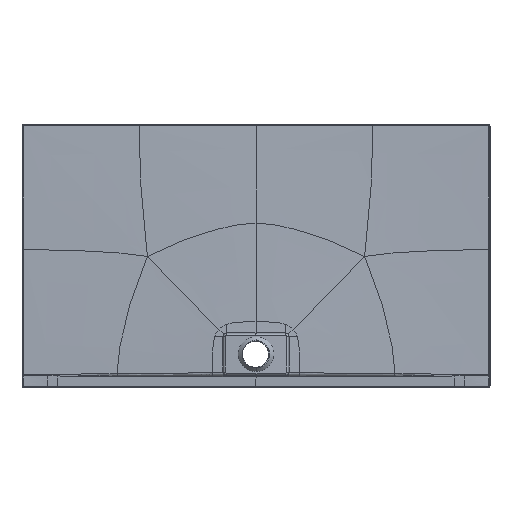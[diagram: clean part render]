
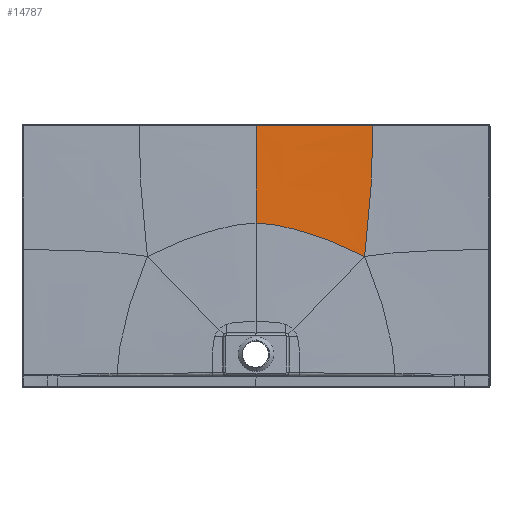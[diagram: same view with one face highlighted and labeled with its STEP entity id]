
A CAD part, front view. The second image highlights one B-rep face of the part: STEP entity #14787.
In plain terms, the highlighted free-form (B-spline) face has degree [3, 3] with [8, 10] control points.
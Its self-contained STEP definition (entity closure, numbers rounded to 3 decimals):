
#3829=CARTESIAN_POINT('',(399.995,-2.492,894.968));
#3852=CARTESIAN_POINT('',(0.002,-2.571,
894.929));
#3853=CARTESIAN_POINT('',(12.134,-2.571,894.929));
#3854=CARTESIAN_POINT('',(38.031,-2.57,894.93));
#3855=CARTESIAN_POINT('',(81.386,-2.566,894.932));
#3856=CARTESIAN_POINT('',(130.465,-2.558,894.935));
#3857=CARTESIAN_POINT('',(185.847,-2.547,894.941));
#3858=CARTESIAN_POINT('',(248.337,-2.532,894.948));
#3859=CARTESIAN_POINT('',(317.618,-2.514,894.957));
#3860=CARTESIAN_POINT('',(371.436,-2.499,894.965));
#3861=CARTESIAN_POINT('',(399.995,-2.492,894.968));
#3863=CARTESIAN_POINT('',(399.995,-2.492,894.968));
#3864=CARTESIAN_POINT('',(399.927,-2.866,864.731));
#3865=CARTESIAN_POINT('',(398.485,-3.773,801.57));
#3866=CARTESIAN_POINT('',(394.959,-5.191,715.579));
#3867=CARTESIAN_POINT('',(391.015,-6.491,638.21));
#3868=CARTESIAN_POINT('',(386.952,-7.536,576.63));
#3869=CARTESIAN_POINT('',(381.91,-8.47,523.178));
#3870=CARTESIAN_POINT('',(376.415,-9.257,480.231));
#3871=CARTESIAN_POINT('',(373.133,-9.663,458.924));
#3872=CARTESIAN_POINT('',(371.353,-9.869,448.365));
#3874=DIRECTION('',(0.,-0.028,-1.));
#3875=VECTOR('',#3874,332.488);
#3876=CARTESIAN_POINT('',(0.002,-2.571,
894.929));
#3877=LINE('',#3876,#3875);
#3927=CARTESIAN_POINT('',(0.,-11.729,
562.567));
#3928=CARTESIAN_POINT('',(25.556,-11.729,562.567));
#3929=CARTESIAN_POINT('',(79.982,-11.595,555.918));
#3930=CARTESIAN_POINT('',(169.701,-11.162,531.69));
#3931=CARTESIAN_POINT('',(250.284,-10.736,503.993));
#3932=CARTESIAN_POINT('',(318.391,-10.303,475.46));
#3933=CARTESIAN_POINT('',(353.573,-10.027,458.033));
#3934=CARTESIAN_POINT('',(371.353,-9.869,448.365));
#3983=CARTESIAN_POINT('',(371.353,-9.869,448.365));
#4493=VERTEX_POINT('',#3983);
#4606=VERTEX_POINT('',#3829);
#4628=CARTESIAN_POINT('',(0.,-11.729,
562.567));
#4630=VERTEX_POINT('',#4628);
#4631=CARTESIAN_POINT('',(0.002,-2.571,
894.929));
#4632=VERTEX_POINT('',#4631);
#14697=CARTESIAN_POINT('',(-4.092,-2.458,
899.011));
#14698=CARTESIAN_POINT('',(-4.091,-3.223,
871.238));
#14699=CARTESIAN_POINT('',(-4.014,-4.764,
815.339));
#14700=CARTESIAN_POINT('',(-3.772,-6.691,
745.376));
#14701=CARTESIAN_POINT('',(-3.544,-8.241,
689.123));
#14702=CARTESIAN_POINT('',(-3.377,-9.404,
646.932));
#14703=CARTESIAN_POINT('',(-3.256,-10.372,
611.773));
#14704=CARTESIAN_POINT('',(-3.174,-11.174,
582.668));
#14705=CARTESIAN_POINT('',(-3.139,-11.589,
567.627));
#14706=CARTESIAN_POINT('',(-3.123,-11.81,
559.618));
#14707=CARTESIAN_POINT('',(30.605,-2.458,
899.012));
#14708=CARTESIAN_POINT('',(30.599,-3.225,
871.243));
#14709=CARTESIAN_POINT('',(30.019,-4.767,
815.358));
#14710=CARTESIAN_POINT('',(28.197,-6.697,
745.435));
#14711=CARTESIAN_POINT('',(26.48,-8.248,
689.235));
#14712=CARTESIAN_POINT('',(25.214,-9.411,
647.096));
#14713=CARTESIAN_POINT('',(24.294,-10.379,
611.986));
#14714=CARTESIAN_POINT('',(23.673,-11.181,
582.924));
#14715=CARTESIAN_POINT('',(23.408,-11.595,
567.905));
#14716=CARTESIAN_POINT('',(23.285,-11.815,
559.907));
#14717=CARTESIAN_POINT('',(98.636,-2.457,
899.004));
#14718=CARTESIAN_POINT('',(98.616,-3.197,
871.117));
#14719=CARTESIAN_POINT('',(96.826,-4.687,
814.909));
#14720=CARTESIAN_POINT('',(91.445,-6.565,
744.067));
#14721=CARTESIAN_POINT('',(86.658,-8.092,
686.629));
#14722=CARTESIAN_POINT('',(83.294,-9.249,
643.309));
#14723=CARTESIAN_POINT('',(81.,-10.224,
607.052));
#14724=CARTESIAN_POINT('',(79.53,-11.036,
577.005));
#14725=CARTESIAN_POINT('',(78.931,-11.458,
561.483));
#14726=CARTESIAN_POINT('',(78.655,-11.683,
553.224));
#14727=CARTESIAN_POINT('',(199.999,-2.454,
898.981));
#14728=CARTESIAN_POINT('',(199.966,-3.091,
870.723));
#14729=CARTESIAN_POINT('',(196.957,-4.394,
813.482));
#14730=CARTESIAN_POINT('',(188.357,-6.103,
739.409));
#14731=CARTESIAN_POINT('',(181.112,-7.56,
677.407));
#14732=CARTESIAN_POINT('',(176.218,-8.704,
629.645));
#14733=CARTESIAN_POINT('',(172.995,-9.704,
588.982));
#14734=CARTESIAN_POINT('',(170.895,-10.559,
555.098));
#14735=CARTESIAN_POINT('',(169.984,-11.009,
537.582));
#14736=CARTESIAN_POINT('',(169.535,-11.251,
528.285));
#14737=CARTESIAN_POINT('',(283.333,-2.45,
898.946));
#14738=CARTESIAN_POINT('',(283.299,-2.979,
870.056));
#14739=CARTESIAN_POINT('',(280.263,-4.107,
811.269));
#14740=CARTESIAN_POINT('',(271.839,-5.684,
733.283));
#14741=CARTESIAN_POINT('',(264.667,-7.086,
666.099));
#14742=CARTESIAN_POINT('',(259.577,-8.216,
613.418));
#14743=CARTESIAN_POINT('',(255.712,-9.229,
568.008));
#14744=CARTESIAN_POINT('',(252.559,-10.109,
530.096));
#14745=CARTESIAN_POINT('',(250.883,-10.576,
510.552));
#14746=CARTESIAN_POINT('',(249.941,-10.829,
500.201));
#14747=CARTESIAN_POINT('',(351.076,-2.447,
898.893));
#14748=CARTESIAN_POINT('',(351.052,-2.89,
868.825));
#14749=CARTESIAN_POINT('',(348.747,-3.893,
807.465));
#14750=CARTESIAN_POINT('',(342.585,-5.389,
724.766));
#14751=CARTESIAN_POINT('',(336.924,-6.742,
652.222));
#14752=CARTESIAN_POINT('',(332.288,-7.837,
594.756));
#14753=CARTESIAN_POINT('',(327.764,-8.823,
544.946));
#14754=CARTESIAN_POINT('',(323.223,-9.681,
503.451));
#14755=CARTESIAN_POINT('',(320.491,-10.139,
482.117));
#14756=CARTESIAN_POINT('',(318.922,-10.386,
470.88));
#14757=CARTESIAN_POINT('',(385.486,-2.445,
898.853));
#14758=CARTESIAN_POINT('',(385.469,-2.847,
867.851));
#14759=CARTESIAN_POINT('',(383.752,-3.791,
804.511));
#14760=CARTESIAN_POINT('',(379.349,-5.25,
718.646));
#14761=CARTESIAN_POINT('',(374.866,-6.568,
642.815));
#14762=CARTESIAN_POINT('',(370.624,-7.632,
582.525));
#14763=CARTESIAN_POINT('',(365.744,-8.584,
530.21));
#14764=CARTESIAN_POINT('',(360.384,-9.414,
486.672));
#14765=CARTESIAN_POINT('',(357.094,-9.857,
464.373));
#14766=CARTESIAN_POINT('',(355.141,-10.096,
452.585));
#14767=CARTESIAN_POINT('',(403.229,-2.444,
898.829));
#14768=CARTESIAN_POINT('',(403.216,-2.825,
867.237));
#14769=CARTESIAN_POINT('',(401.835,-3.74,
802.655));
#14770=CARTESIAN_POINT('',(398.43,-5.178,
714.904));
#14771=CARTESIAN_POINT('',(394.606,-6.474,
637.196));
#14772=CARTESIAN_POINT('',(390.583,-7.515,
575.33));
#14773=CARTESIAN_POINT('',(385.505,-8.445,
521.626));
#14774=CARTESIAN_POINT('',(379.746,-9.256,
476.987));
#14775=CARTESIAN_POINT('',(376.139,-9.689,
454.106));
#14776=CARTESIAN_POINT('',(374.041,-9.924,
442.064));
#14777=B_SPLINE_SURFACE_WITH_KNOTS('',3,3,((#14697,#14698,#14699,#14700,#14701,
#14702,#14703,#14704,#14705,#14706),(#14707,#14708,#14709,#14710,#14711,#14712,
#14713,#14714,#14715,#14716),(#14717,#14718,#14719,#14720,#14721,#14722,#14723,
#14724,#14725,#14726),(#14727,#14728,#14729,#14730,#14731,#14732,#14733,#14734,
#14735,#14736),(#14737,#14738,#14739,#14740,#14741,#14742,#14743,#14744,#14745,
#14746),(#14747,#14748,#14749,#14750,#14751,#14752,#14753,#14754,#14755,#14756),
(#14757,#14758,#14759,#14760,#14761,#14762,#14763,#14764,#14765,#14766),(#14767,
#14768,#14769,#14770,#14771,#14772,#14773,#14774,#14775,#14776)),.UNSPECIFIED.,
.F.,.F.,.F.,(4,1,1,1,1,4),(4,1,1,1,1,1,1,4),(-0.005,0.125,0.25,
0.375,0.438,0.504),(0.002,0.125,0.25,0.313,
0.375,0.438,0.469,0.504),.UNSPECIFIED.);
#14779=ORIENTED_EDGE('',*,*,#14778,.F.);
#14781=ORIENTED_EDGE('',*,*,#14780,.T.);
#14782=ORIENTED_EDGE('',*,*,#14688,.T.);
#14784=ORIENTED_EDGE('',*,*,#14783,.F.);
#14785=EDGE_LOOP('',(#14779,#14781,#14782,#14784));
#14786=FACE_OUTER_BOUND('',#14785,.F.);
#14787=ADVANCED_FACE('',(#14786),#14777,.F.);
#3862=B_SPLINE_CURVE_WITH_KNOTS('',3,(#3852,#3853,#3854,#3855,#3856,#3857,#3858,
#3859,#3860,#3861),.UNSPECIFIED.,.F.,.F.,(4,1,1,1,1,1,1,4),(0.,
0.143,0.286,0.429,0.571,
0.714,0.857,1.),.UNSPECIFIED.);
#3873=B_SPLINE_CURVE_WITH_KNOTS('',3,(#3863,#3864,#3865,#3866,#3867,#3868,#3869,
#3870,#3871,#3872),.UNSPECIFIED.,.F.,.F.,(4,1,1,1,1,1,1,4),(0.,
0.24,0.493,0.62,0.747,
0.873,0.937,1.),.UNSPECIFIED.);
#3935=B_SPLINE_CURVE_WITH_KNOTS('',3,(#3927,#3928,#3929,#3930,#3931,#3932,#3933,
#3934),.UNSPECIFIED.,.F.,.F.,(4,1,1,1,1,4),(0.,0.25,0.5,0.75,0.875,
1.),.UNSPECIFIED.);
#14688=EDGE_CURVE('',#4606,#4493,#3873,.T.);
#14778=EDGE_CURVE('',#4632,#4630,#3877,.T.);
#14780=EDGE_CURVE('',#4632,#4606,#3862,.T.);
#14783=EDGE_CURVE('',#4630,#4493,#3935,.T.);
